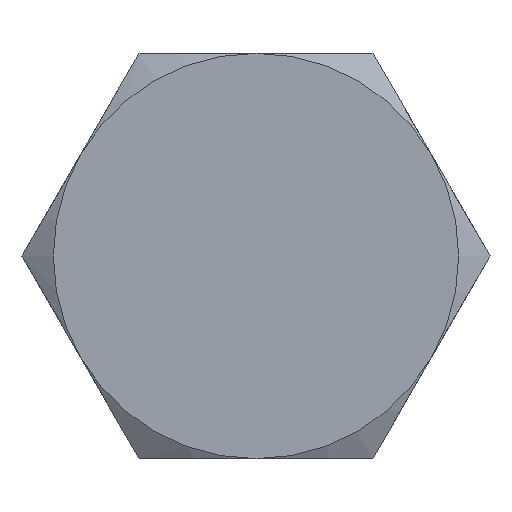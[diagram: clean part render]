
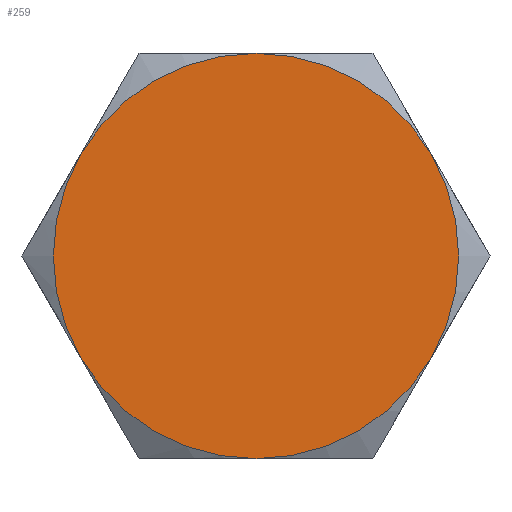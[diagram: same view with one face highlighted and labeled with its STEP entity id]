
A CAD part, left-side view. The second image highlights one B-rep face of the part: STEP entity #259.
In plain terms, the highlighted planar face has unit normal (-1, 0, 0).
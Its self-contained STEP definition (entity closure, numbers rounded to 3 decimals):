
#36=PLANE('',#299);
#54=FACE_OUTER_BOUND('',#72,.T.);
#72=EDGE_LOOP('',(#230,#231,#232,#233,#234,#235));
#104=CIRCLE('',#288,6.5);
#105=CIRCLE('',#290,6.5);
#106=CIRCLE('',#292,6.5);
#107=CIRCLE('',#294,6.5);
#108=CIRCLE('',#296,6.5);
#109=CIRCLE('',#298,6.5);
#120=VERTEX_POINT('',#395);
#122=VERTEX_POINT('',#406);
#124=VERTEX_POINT('',#416);
#126=VERTEX_POINT('',#426);
#128=VERTEX_POINT('',#436);
#130=VERTEX_POINT('',#446);
#160=EDGE_CURVE('',#124,#126,#104,.T.);
#161=EDGE_CURVE('',#122,#124,#105,.T.);
#162=EDGE_CURVE('',#120,#122,#106,.T.);
#163=EDGE_CURVE('',#130,#120,#107,.T.);
#164=EDGE_CURVE('',#128,#130,#108,.T.);
#165=EDGE_CURVE('',#126,#128,#109,.T.);
#230=ORIENTED_EDGE('',*,*,#160,.T.);
#231=ORIENTED_EDGE('',*,*,#165,.T.);
#232=ORIENTED_EDGE('',*,*,#164,.T.);
#233=ORIENTED_EDGE('',*,*,#163,.T.);
#234=ORIENTED_EDGE('',*,*,#162,.T.);
#235=ORIENTED_EDGE('',*,*,#161,.T.);
#259=ADVANCED_FACE('',(#54),#36,.T.);
#288=AXIS2_PLACEMENT_3D('',#454,#344,#345);
#290=AXIS2_PLACEMENT_3D('',#456,#348,#349);
#292=AXIS2_PLACEMENT_3D('',#458,#352,#353);
#294=AXIS2_PLACEMENT_3D('',#460,#356,#357);
#296=AXIS2_PLACEMENT_3D('',#462,#360,#361);
#298=AXIS2_PLACEMENT_3D('',#464,#364,#365);
#299=AXIS2_PLACEMENT_3D('',#465,#366,#367);
#344=DIRECTION('center_axis',(-1.,0.,0.));
#345=DIRECTION('ref_axis',(0.,0.,1.));
#348=DIRECTION('center_axis',(-1.,0.,0.));
#349=DIRECTION('ref_axis',(0.,0.,1.));
#352=DIRECTION('center_axis',(-1.,0.,0.));
#353=DIRECTION('ref_axis',(0.,0.,1.));
#356=DIRECTION('center_axis',(-1.,0.,0.));
#357=DIRECTION('ref_axis',(0.,0.,1.));
#360=DIRECTION('center_axis',(-1.,0.,0.));
#361=DIRECTION('ref_axis',(0.,0.,1.));
#364=DIRECTION('center_axis',(-1.,0.,0.));
#365=DIRECTION('ref_axis',(0.,0.,1.));
#366=DIRECTION('center_axis',(-1.,0.,0.));
#367=DIRECTION('ref_axis',(0.,0.,1.));
#395=CARTESIAN_POINT('',(-25.15,0.,-6.5));
#406=CARTESIAN_POINT('',(-25.15,-5.629,-3.25));
#416=CARTESIAN_POINT('',(-25.15,-5.629,3.25));
#426=CARTESIAN_POINT('',(-25.15,0.,6.5));
#436=CARTESIAN_POINT('',(-25.15,5.629,3.25));
#446=CARTESIAN_POINT('',(-25.15,5.629,-3.25));
#454=CARTESIAN_POINT('Origin',(-25.15,0.,0.));
#456=CARTESIAN_POINT('Origin',(-25.15,0.,0.));
#458=CARTESIAN_POINT('Origin',(-25.15,0.,0.));
#460=CARTESIAN_POINT('Origin',(-25.15,0.,0.));
#462=CARTESIAN_POINT('Origin',(-25.15,0.,0.));
#464=CARTESIAN_POINT('Origin',(-25.15,0.,0.));
#465=CARTESIAN_POINT('Origin',(-25.15,-3.753,-6.5));
